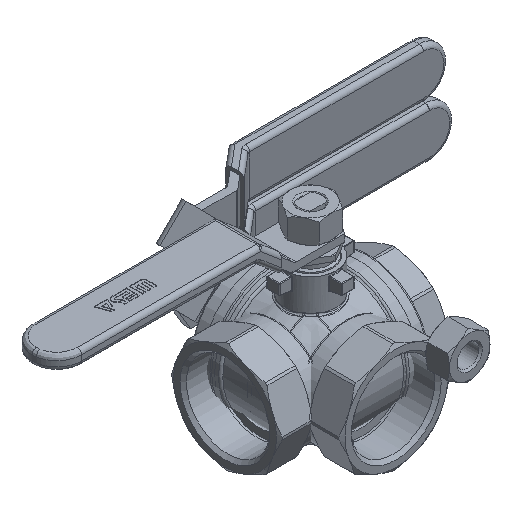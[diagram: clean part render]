
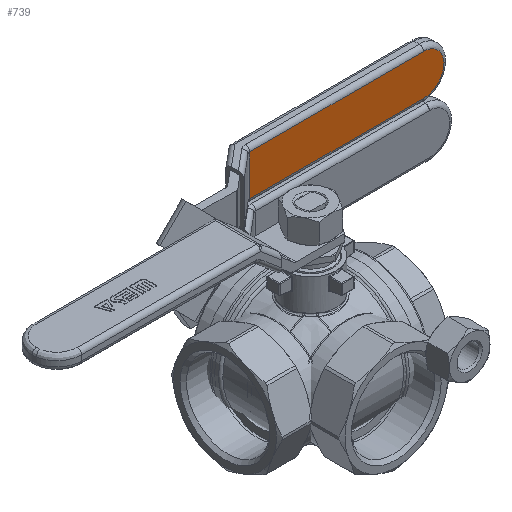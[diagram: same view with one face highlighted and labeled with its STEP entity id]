
A CAD part, isometric view. The second image highlights one B-rep face of the part: STEP entity #739.
In plain terms, the highlighted planar face has unit normal (0, -1, 0).
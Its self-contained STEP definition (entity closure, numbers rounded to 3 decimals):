
#739 = ADVANCED_FACE( '', ( #1742 ), #1743, .T. );
#1742 = FACE_OUTER_BOUND( '', #3376, .T. );
#1743 = PLANE( '', #3377 );
#3376 = EDGE_LOOP( '', ( #6374, #6375, #6376, #6377, #6378 ) );
#3377 = AXIS2_PLACEMENT_3D( '', #6379, #6380, #6381 );
#6374 = ORIENTED_EDGE( '', *, *, #9056, .T. );
#6375 = ORIENTED_EDGE( '', *, *, #8923, .T. );
#6376 = ORIENTED_EDGE( '', *, *, #9057, .T. );
#6377 = ORIENTED_EDGE( '', *, *, #9058, .T. );
#6378 = ORIENTED_EDGE( '', *, *, #8838, .F. );
#6379 = CARTESIAN_POINT( '', ( 36.6, 65.8, 22.5 ) );
#6380 = DIRECTION( '', ( 0., -1., 0. ) );
#6381 = DIRECTION( '', ( 0., 0., -1. ) );
#8838 = EDGE_CURVE( '', #10251, #10252, #10253, .T. );
#8923 = EDGE_CURVE( '', #10393, #10391, #10394, .T. );
#9056 = EDGE_CURVE( '', #10251, #10393, #10600, .T. );
#9057 = EDGE_CURVE( '', #10391, #10601, #10602, .T. );
#9058 = EDGE_CURVE( '', #10601, #10252, #10603, .T. );
#10251 = VERTEX_POINT( '', #12476 );
#10252 = VERTEX_POINT( '', #12477 );
#10253 = LINE( '', #12478, #12479 );
#10391 = VERTEX_POINT( '', #12735 );
#10393 = VERTEX_POINT( '', #12746 );
#10394 = CIRCLE( '', #12747, 9.5 );
#10600 = CIRCLE( '', #13342, 9.5 );
#10601 = VERTEX_POINT( '', #13343 );
#10602 = LINE( '', #13344, #13345 );
#10603 = LINE( '', #13346, #13347 );
#12476 = CARTESIAN_POINT( '', ( 118.5, 65.8, 13. ) );
#12477 = CARTESIAN_POINT( '', ( 37.328, 65.8, 13. ) );
#12478 = CARTESIAN_POINT( '', ( 78.664, 65.8, 13. ) );
#12479 = VECTOR( '', #16737, 1000. );
#12735 = CARTESIAN_POINT( '', ( 118.5, 65.8, 32. ) );
#12746 = CARTESIAN_POINT( '', ( 128., 65.8, 22.5 ) );
#12747 = AXIS2_PLACEMENT_3D( '', #16858, #16859, #16860 );
#13342 = AXIS2_PLACEMENT_3D( '', #17022, #17023, #17024 );
#13343 = CARTESIAN_POINT( '', ( 37.328, 65.8, 32. ) );
#13344 = CARTESIAN_POINT( '', ( 78.664, 65.8, 32. ) );
#13345 = VECTOR( '', #17025, 1000. );
#13346 = CARTESIAN_POINT( '', ( 37.328, 65.8, 22.5 ) );
#13347 = VECTOR( '', #17026, 1000. );
#16737 = DIRECTION( '', ( -1., 0., 0. ) );
#16858 = CARTESIAN_POINT( '', ( 118.5, 65.8, 22.5 ) );
#16859 = DIRECTION( '', ( 0., -1., 0. ) );
#16860 = DIRECTION( '', ( 1., 0., 0. ) );
#17022 = CARTESIAN_POINT( '', ( 118.5, 65.8, 22.5 ) );
#17023 = DIRECTION( '', ( 0., -1., 0. ) );
#17024 = DIRECTION( '', ( 0., 0., -1. ) );
#17025 = DIRECTION( '', ( -1., 0., 0. ) );
#17026 = DIRECTION( '', ( 0., 0., -1. ) );
